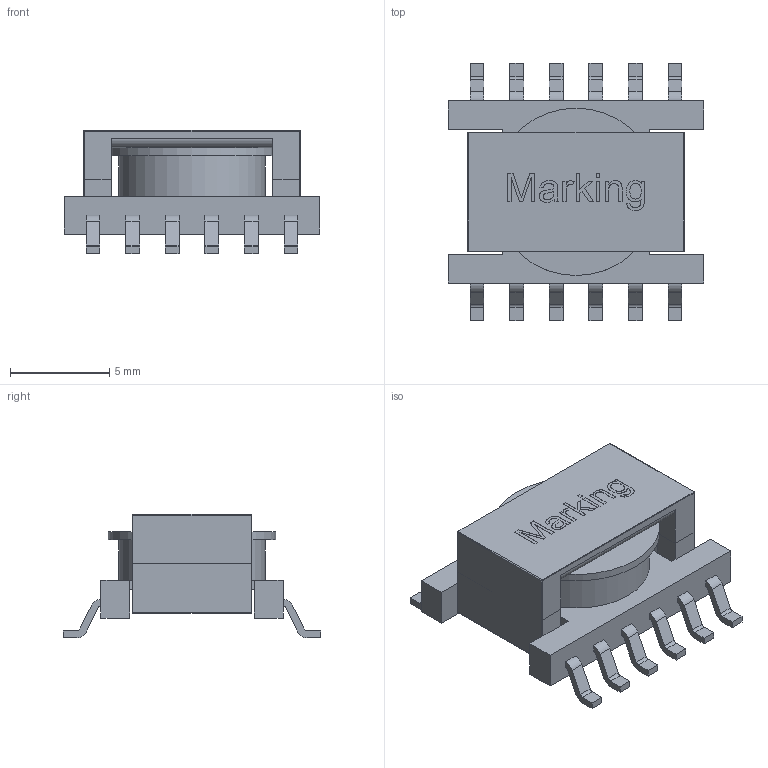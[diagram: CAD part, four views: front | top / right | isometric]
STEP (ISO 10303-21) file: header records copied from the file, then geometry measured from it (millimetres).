
FILE_DESCRIPTION( ( 'Unknown' ), '1' );
FILE_NAME( '7491961xx.stp', 'Unknown', ( 'Unknown' ), ( 'Unknown' ), 'PSStep 19.0.9', 'Unknown', ' ' );
FILE_SCHEMA( ( 'AUTOMOTIVE_DESIGN { 1 0 10303 214 1 1 1 1 }' ) );
Length unit declared in the file: millimetre
Products named in the file (4): Assem1; ER 11_5; bobbin; tape
Assembly tree (4 placements, depth 2):
  Assem1
    ER 11_5  x2
    bobbin
    tape
Bounding box: 12.9 x 13 x 6.25 mm (x, y, z)
Volume: 377.5 mm3; surface area: 1278.6 mm2
Topology: 4 solids, 4 shells, 277 faces, 733 edges, 490 vertices
Faces by surface type: plane 194, cylinder 67, extrusion 16
Full cylindrical faces by diameter (mm): 4.25 x2, 4.45 x1, 7.4 x1, 8.45 x1
Entity records: 10748 total; most frequent: CARTESIAN_POINT 2300, ORIENTED_EDGE 1358, DIRECTION 1191, EDGE_CURVE 679, VERTEX_POINT 456, VECTOR 447, LINE 431, AXIS2_PLACEMENT_3D 372
